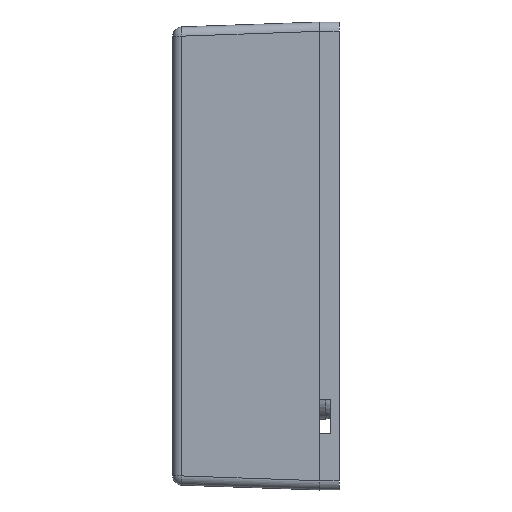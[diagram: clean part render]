
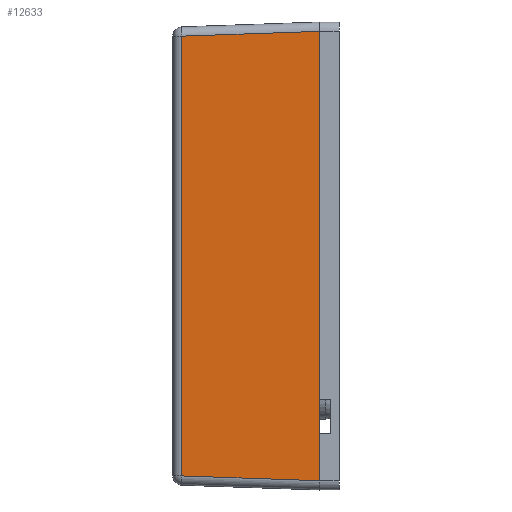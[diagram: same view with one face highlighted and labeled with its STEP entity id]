
A CAD part, left-side view. The second image highlights one B-rep face of the part: STEP entity #12633.
In plain terms, the highlighted planar face has unit normal (-0.999, 0.035, 0).
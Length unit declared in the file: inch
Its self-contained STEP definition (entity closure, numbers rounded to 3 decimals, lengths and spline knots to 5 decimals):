
#6215 = CARTESIAN_POINT ( 'NONE',  ( -1.006, 0., 1.08753 ) ) ;
#6247 = DIRECTION ( 'NONE',  ( -0.035, -0.999, 0. ) ) ;
#6248 = DIRECTION ( 'NONE',  ( -0.999, 0.035, 0. ) ) ;
#6249 = CARTESIAN_POINT ( 'NONE',  ( -1.006, 0., -1.1325 ) ) ;
#6250 = AXIS2_PLACEMENT_3D ( 'NONE', #6249, #6248, #6247 ) ;
#6251 = PLANE ( 'NONE',  #6250 ) ;
#6252 = FACE_OUTER_BOUND ( 'NONE', #12630, .T. ) ;
#6289 = DIRECTION ( 'NONE',  ( 0., 0., 1. ) ) ;
#6290 = VECTOR ( 'NONE', #6289, 39.37008 ) ;
#6291 = CARTESIAN_POINT ( 'NONE',  ( -1.006, 0., -1.1325 ) ) ;
#6292 = LINE ( 'NONE', #6291, #6290 ) ;
#6295 = CARTESIAN_POINT ( 'NONE',  ( -0.98272, 0.66657, 1.06425 ) ) ;
#6327 = DIRECTION ( 'NONE',  ( 0.035, 0.999, -0.035 ) ) ;
#6328 = VECTOR ( 'NONE', #6327, 39.37008 ) ;
#6329 = CARTESIAN_POINT ( 'NONE',  ( -1.0033, 0.07734, 1.08483 ) ) ;
#6330 = LINE ( 'NONE', #6329, #6328 ) ;
#6331 = DIRECTION ( 'NONE',  ( -0.035, -0.999, -0.035 ) ) ;
#6332 = VECTOR ( 'NONE', #6331, 39.37008 ) ;
#6333 = CARTESIAN_POINT ( 'NONE',  ( -1.00605, -0.00157, -1.08758 ) ) ;
#6334 = LINE ( 'NONE', #6333, #6332 ) ;
#6335 = CARTESIAN_POINT ( 'NONE',  ( -1.006, 0., -1.08753 ) ) ;
#6336 = DIRECTION ( 'NONE',  ( 0., 0., -1. ) ) ;
#6337 = VECTOR ( 'NONE', #6336, 39.37008 ) ;
#6338 = CARTESIAN_POINT ( 'NONE',  ( -0.98272, 0.66657, -1.10771 ) ) ;
#6339 = LINE ( 'NONE', #6338, #6337 ) ;
#6340 = CARTESIAN_POINT ( 'NONE',  ( -0.98272, 0.66657, -1.06425 ) ) ;
#12617 = VERTEX_POINT ( 'NONE', #6215 ) ;
#12630 = EDGE_LOOP ( 'NONE', ( #12667, #12680, #12681, #12690 ) ) ;
#12633 = ADVANCED_FACE ( 'NONE', ( #6252 ), #6251, .T. ) ;
#12667 = ORIENTED_EDGE ( 'NONE', *, *, #12678, .T. ) ;
#12671 = VERTEX_POINT ( 'NONE', #6295 ) ;
#12675 = EDGE_CURVE ( 'NONE', #12679, #12617, #6292, .T. ) ;
#12677 = VERTEX_POINT ( 'NONE', #6340 ) ;
#12678 = EDGE_CURVE ( 'NONE', #12671, #12677, #6339, .T. ) ;
#12679 = VERTEX_POINT ( 'NONE', #6335 ) ;
#12680 = ORIENTED_EDGE ( 'NONE', *, *, #12682, .T. ) ;
#12681 = ORIENTED_EDGE ( 'NONE', *, *, #12675, .T. ) ;
#12682 = EDGE_CURVE ( 'NONE', #12677, #12679, #6334, .T. ) ;
#12683 = EDGE_CURVE ( 'NONE', #12617, #12671, #6330, .T. ) ;
#12690 = ORIENTED_EDGE ( 'NONE', *, *, #12683, .T. ) ;
